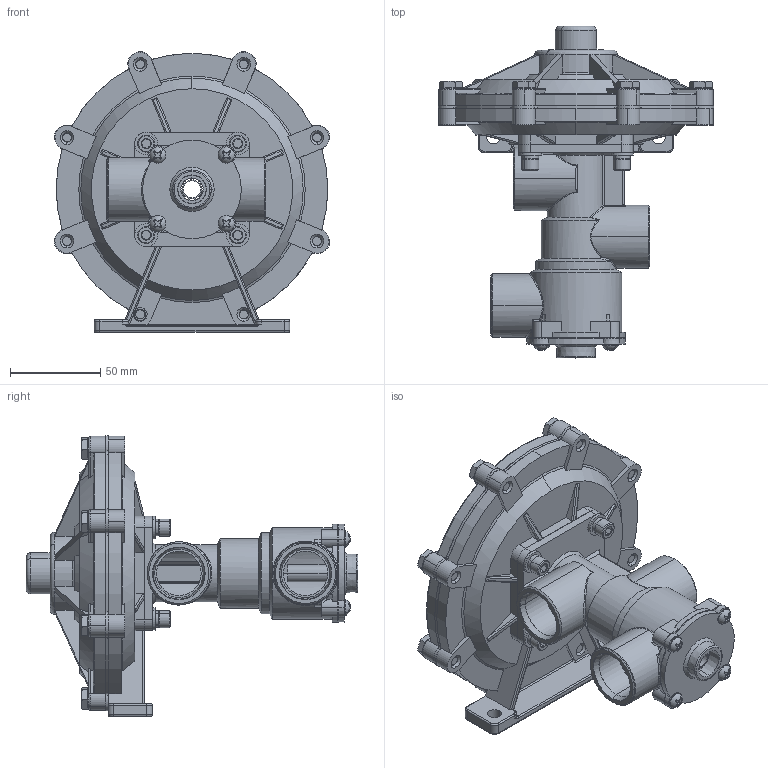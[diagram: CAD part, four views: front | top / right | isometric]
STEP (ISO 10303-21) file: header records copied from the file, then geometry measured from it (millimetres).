
FILE_DESCRIPTION (( 'STEP AP214' ), '1' );
FILE_NAME ('3329.STEP', '2022-07-18T18:32:17', ( '' ), ( '' ), 'SwSTEP 2.0', 'SolidWorks 2021', '' );
FILE_SCHEMA (( 'AUTOMOTIVE_DESIGN' ));
Length unit declared in the file: inch
Products named in the file (1): 3329
Bounding box: 152.88 x 184.34 x 155.83 mm (x, y, z)
Surface area: 146041.6 mm2 (no closed solid volume)
Topology: 0 solids, 44 shells, 1042 faces, 3062 edges, 2004 vertices
Faces by surface type: plane 396, cylinder 263, cone 231, torus 86, bspline 58, sphere 8
Entity records: 56247 total; most frequent: CARTESIAN_POINT 15758, DIRECTION 5662, ORIENTED_EDGE 5468, EDGE_CURVE 3058, AXIS2_PLACEMENT_3D 2292, VERTEX_POINT 2004, CIRCLE 1307, EDGE_LOOP 1133
